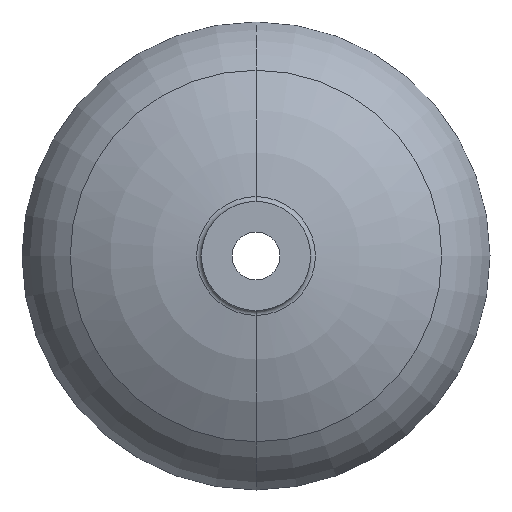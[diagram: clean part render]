
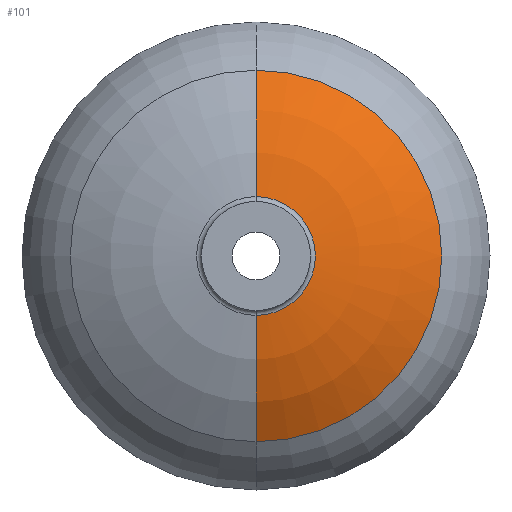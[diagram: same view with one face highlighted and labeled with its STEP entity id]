
A CAD part, front view. The second image highlights one B-rep face of the part: STEP entity #101.
In plain terms, the highlighted toroidal (fillet/blend) face has major radius 34.917 mm and minor radius 267.672 mm.
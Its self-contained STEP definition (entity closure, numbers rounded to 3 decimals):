
#6 = DIRECTION ( 'NONE',  ( 0., 1., 0. ) ) ;
#18 = EDGE_CURVE ( 'NONE', #291, #499, #510, .T. ) ;
#29 = DIRECTION ( 'NONE',  ( 0., 0., 1. ) ) ;
#39 = CIRCLE ( 'NONE', #328, 267.672 ) ;
#44 = ORIENTED_EDGE ( 'NONE', *, *, #18, .T. ) ;
#46 = DIRECTION ( 'NONE',  ( 0., 0., 1. ) ) ;
#55 = VERTEX_POINT ( 'NONE', #187 ) ;
#90 = CARTESIAN_POINT ( 'NONE',  ( 0., -59.973, 0. ) ) ;
#96 = EDGE_CURVE ( 'NONE', #55, #499, #399, .T. ) ;
#101 = ADVANCED_FACE ( 'NONE', ( #321 ), #471, .T. ) ;
#115 = EDGE_LOOP ( 'NONE', ( #147, #44, #357, #425 ) ) ;
#118 = AXIS2_PLACEMENT_3D ( 'NONE', #255, #208, #180 ) ;
#121 = CIRCLE ( 'NONE', #415, 57.086 ) ;
#147 = ORIENTED_EDGE ( 'NONE', *, *, #439, .T. ) ;
#176 = AXIS2_PLACEMENT_3D ( 'NONE', #90, #360, #46 ) ;
#180 = DIRECTION ( 'NONE',  ( 0., 0., -1. ) ) ;
#187 = CARTESIAN_POINT ( 'NONE',  ( 0., -59.973, 178.625 ) ) ;
#208 = DIRECTION ( 'NONE',  ( 1., 0., 0. ) ) ;
#240 = DIRECTION ( 'NONE',  ( -1., 0., 0. ) ) ;
#241 = CARTESIAN_POINT ( 'NONE',  ( 0., -100.902, 57.086 ) ) ;
#249 = AXIS2_PLACEMENT_3D ( 'NONE', #518, #385, #307 ) ;
#255 = CARTESIAN_POINT ( 'NONE',  ( 0., 165.851, -34.918 ) ) ;
#267 = DIRECTION ( 'NONE',  ( 0., 0., 1. ) ) ;
#291 = VERTEX_POINT ( 'NONE', #304 ) ;
#304 = CARTESIAN_POINT ( 'NONE',  ( 0., -100.902, -57.086 ) ) ;
#307 = DIRECTION ( 'NONE',  ( 0., 0., 1. ) ) ;
#321 = FACE_OUTER_BOUND ( 'NONE', #115, .T. ) ;
#328 = AXIS2_PLACEMENT_3D ( 'NONE', #511, #240, #267 ) ;
#357 = ORIENTED_EDGE ( 'NONE', *, *, #96, .F. ) ;
#360 = DIRECTION ( 'NONE',  ( 0., 1., 0. ) ) ;
#385 = DIRECTION ( 'NONE',  ( 0., 1., 0. ) ) ;
#399 = CIRCLE ( 'NONE', #176, 178.625 ) ;
#415 = AXIS2_PLACEMENT_3D ( 'NONE', #487, #6, #29 ) ;
#425 = ORIENTED_EDGE ( 'NONE', *, *, #468, .F. ) ;
#439 = EDGE_CURVE ( 'NONE', #492, #291, #121, .T. ) ;
#442 = CARTESIAN_POINT ( 'NONE',  ( 0., -59.973, -178.625 ) ) ;
#468 = EDGE_CURVE ( 'NONE', #492, #55, #39, .T. ) ;
#471 = TOROIDAL_SURFACE ( 'NONE', #249, 34.918, 267.672 ) ;
#487 = CARTESIAN_POINT ( 'NONE',  ( 0., -100.902, 0. ) ) ;
#492 = VERTEX_POINT ( 'NONE', #241 ) ;
#499 = VERTEX_POINT ( 'NONE', #442 ) ;
#510 = CIRCLE ( 'NONE', #118, 267.672 ) ;
#511 = CARTESIAN_POINT ( 'NONE',  ( 0., 165.851, 34.918 ) ) ;
#518 = CARTESIAN_POINT ( 'NONE',  ( 0., 165.851, 0. ) ) ;
